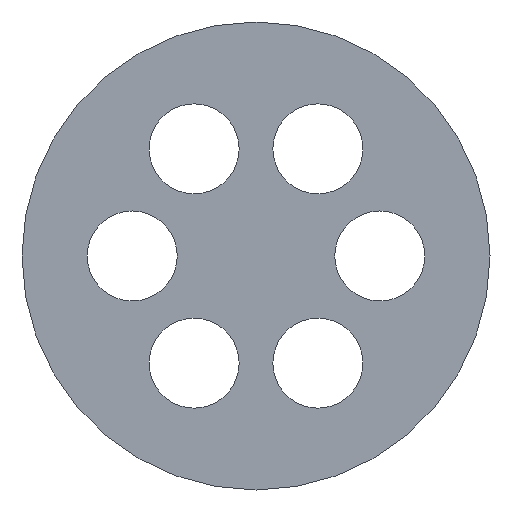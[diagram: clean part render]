
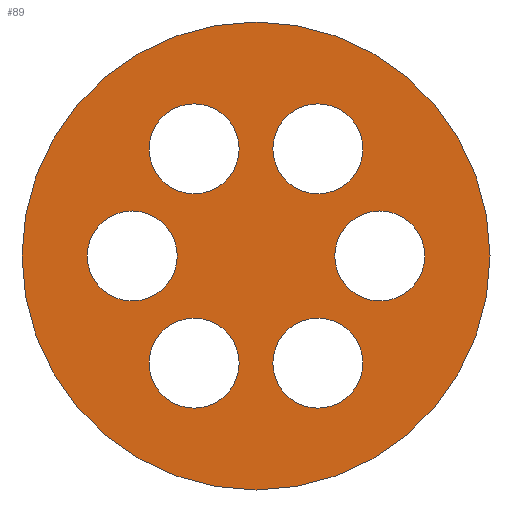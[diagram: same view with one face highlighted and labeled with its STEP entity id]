
A CAD part, left-side view. The second image highlights one B-rep face of the part: STEP entity #89.
In plain terms, the highlighted planar face has unit normal (-1, 0, 0).
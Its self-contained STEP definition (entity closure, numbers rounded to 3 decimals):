
#89 = ADVANCED_FACE( '', ( #202, #203, #204, #205, #206, #207, #208 ), #209, .F. );
#202 = FACE_BOUND( '', #335, .T. );
#203 = FACE_BOUND( '', #336, .T. );
#204 = FACE_BOUND( '', #337, .T. );
#205 = FACE_BOUND( '', #338, .T. );
#206 = FACE_BOUND( '', #339, .T. );
#207 = FACE_BOUND( '', #340, .T. );
#208 = FACE_OUTER_BOUND( '', #341, .T. );
#209 = PLANE( '', #342 );
#335 = EDGE_LOOP( '', ( #525 ) );
#336 = EDGE_LOOP( '', ( #526 ) );
#337 = EDGE_LOOP( '', ( #527 ) );
#338 = EDGE_LOOP( '', ( #528 ) );
#339 = EDGE_LOOP( '', ( #529 ) );
#340 = EDGE_LOOP( '', ( #530 ) );
#341 = EDGE_LOOP( '', ( #531 ) );
#342 = AXIS2_PLACEMENT_3D( '', #532, #533, #534 );
#525 = ORIENTED_EDGE( '', *, *, #785, .T. );
#526 = ORIENTED_EDGE( '', *, *, #759, .T. );
#527 = ORIENTED_EDGE( '', *, *, #786, .T. );
#528 = ORIENTED_EDGE( '', *, *, #762, .T. );
#529 = ORIENTED_EDGE( '', *, *, #724, .T. );
#530 = ORIENTED_EDGE( '', *, *, #787, .T. );
#531 = ORIENTED_EDGE( '', *, *, #756, .F. );
#532 = CARTESIAN_POINT( '', ( 0., 0., 0. ) );
#533 = DIRECTION( '', ( 1., 0., 0. ) );
#534 = DIRECTION( '', ( 0., 0., -1. ) );
#724 = EDGE_CURVE( '', #850, #850, #851, .T. );
#756 = EDGE_CURVE( '', #906, #906, #907, .T. );
#759 = EDGE_CURVE( '', #911, #911, #912, .T. );
#762 = EDGE_CURVE( '', #916, #916, #917, .T. );
#785 = EDGE_CURVE( '', #955, #955, #956, .T. );
#786 = EDGE_CURVE( '', #957, #957, #958, .T. );
#787 = EDGE_CURVE( '', #959, #959, #960, .T. );
#850 = VERTEX_POINT( '', #1035 );
#851 = CIRCLE( '', #1036, 2. );
#906 = VERTEX_POINT( '', #1108 );
#907 = CIRCLE( '', #1109, 10.4 );
#911 = VERTEX_POINT( '', #1113 );
#912 = CIRCLE( '', #1114, 2. );
#916 = VERTEX_POINT( '', #1118 );
#917 = CIRCLE( '', #1119, 2. );
#955 = VERTEX_POINT( '', #1169 );
#956 = CIRCLE( '', #1170, 2. );
#957 = VERTEX_POINT( '', #1171 );
#958 = CIRCLE( '', #1172, 2. );
#959 = VERTEX_POINT( '', #1173 );
#960 = CIRCLE( '', #1174, 2. );
#1035 = CARTESIAN_POINT( '', ( 0., -2.75, -6.763 ) );
#1036 = AXIS2_PLACEMENT_3D( '', #1267, #1268, #1269 );
#1108 = CARTESIAN_POINT( '', ( 0., 0., -10.4 ) );
#1109 = AXIS2_PLACEMENT_3D( '', #1308, #1309, #1310 );
#1113 = CARTESIAN_POINT( '', ( 0., 2.75, 2.763 ) );
#1114 = AXIS2_PLACEMENT_3D( '', #1314, #1315, #1316 );
#1118 = CARTESIAN_POINT( '', ( 0., 5.5, -2. ) );
#1119 = AXIS2_PLACEMENT_3D( '', #1320, #1321, #1322 );
#1169 = CARTESIAN_POINT( '', ( 0., -2.75, 2.763 ) );
#1170 = AXIS2_PLACEMENT_3D( '', #1350, #1351, #1352 );
#1171 = CARTESIAN_POINT( '', ( 0., -5.5, -2. ) );
#1172 = AXIS2_PLACEMENT_3D( '', #1353, #1354, #1355 );
#1173 = CARTESIAN_POINT( '', ( 0., 2.75, -6.763 ) );
#1174 = AXIS2_PLACEMENT_3D( '', #1356, #1357, #1358 );
#1267 = CARTESIAN_POINT( '', ( 0., -2.75, -4.763 ) );
#1268 = DIRECTION( '', ( 1., 0., 0. ) );
#1269 = DIRECTION( '', ( 0., 0., -1. ) );
#1308 = CARTESIAN_POINT( '', ( 0., 0., 0. ) );
#1309 = DIRECTION( '', ( 1., 0., 0. ) );
#1310 = DIRECTION( '', ( 0., 0., -1. ) );
#1314 = CARTESIAN_POINT( '', ( 0., 2.75, 4.763 ) );
#1315 = DIRECTION( '', ( 1., 0., 0. ) );
#1316 = DIRECTION( '', ( 0., 0., -1. ) );
#1320 = CARTESIAN_POINT( '', ( 0., 5.5, 0. ) );
#1321 = DIRECTION( '', ( 1., 0., 0. ) );
#1322 = DIRECTION( '', ( 0., 0., -1. ) );
#1350 = CARTESIAN_POINT( '', ( 0., -2.75, 4.763 ) );
#1351 = DIRECTION( '', ( 1., 0., 0. ) );
#1352 = DIRECTION( '', ( 0., 0., -1. ) );
#1353 = CARTESIAN_POINT( '', ( 0., -5.5, 0. ) );
#1354 = DIRECTION( '', ( 1., 0., 0. ) );
#1355 = DIRECTION( '', ( 0., 0., -1. ) );
#1356 = CARTESIAN_POINT( '', ( 0., 2.75, -4.763 ) );
#1357 = DIRECTION( '', ( 1., 0., 0. ) );
#1358 = DIRECTION( '', ( 0., 0., -1. ) );
